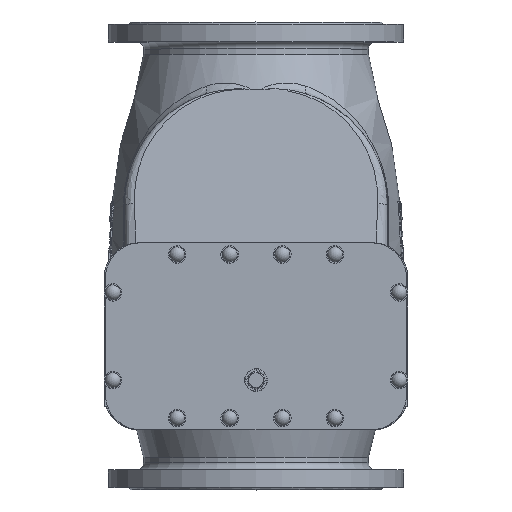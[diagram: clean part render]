
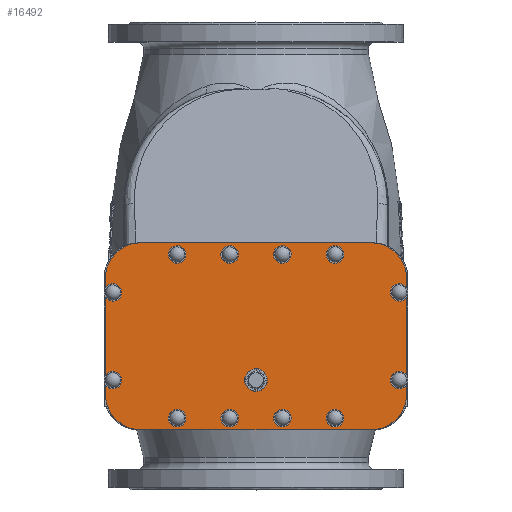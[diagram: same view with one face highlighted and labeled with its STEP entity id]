
A CAD part, top view. The second image highlights one B-rep face of the part: STEP entity #16492.
In plain terms, the highlighted planar face has unit normal (0, 0, 1).
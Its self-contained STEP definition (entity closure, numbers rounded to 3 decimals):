
#2704=LINE('',#35318,#3416);
#2705=LINE('',#35322,#3417);
#2706=LINE('',#35326,#3418);
#2707=LINE('',#35329,#3419);
#3416=VECTOR('',#21448,10.);
#3417=VECTOR('',#21451,10.);
#3418=VECTOR('',#21454,10.);
#3419=VECTOR('',#21457,10.);
#3875=PLANE('',#18021);
#4923=FACE_OUTER_BOUND('',#6039,.T.);
#6039=EDGE_LOOP('',(#14651,#14652,#14653,#14654,#14655,#14656,#14657,#14658));
#7124=CIRCLE('',#18022,60.);
#7125=CIRCLE('',#18023,60.);
#7126=CIRCLE('',#18024,60.);
#7127=CIRCLE('',#18025,60.);
#8528=VERTEX_POINT('',#35314);
#8529=VERTEX_POINT('',#35315);
#8530=VERTEX_POINT('',#35317);
#8531=VERTEX_POINT('',#35319);
#8532=VERTEX_POINT('',#35321);
#8533=VERTEX_POINT('',#35323);
#8534=VERTEX_POINT('',#35325);
#8535=VERTEX_POINT('',#35327);
#10638=EDGE_CURVE('',#8528,#8529,#7124,.T.);
#10639=EDGE_CURVE('',#8530,#8528,#2704,.T.);
#10640=EDGE_CURVE('',#8531,#8530,#7125,.T.);
#10641=EDGE_CURVE('',#8532,#8531,#2705,.T.);
#10642=EDGE_CURVE('',#8533,#8532,#7126,.T.);
#10643=EDGE_CURVE('',#8534,#8533,#2706,.T.);
#10644=EDGE_CURVE('',#8535,#8534,#7127,.T.);
#10645=EDGE_CURVE('',#8529,#8535,#2707,.T.);
#14651=ORIENTED_EDGE('',*,*,#10638,.F.);
#14652=ORIENTED_EDGE('',*,*,#10639,.F.);
#14653=ORIENTED_EDGE('',*,*,#10640,.F.);
#14654=ORIENTED_EDGE('',*,*,#10641,.F.);
#14655=ORIENTED_EDGE('',*,*,#10642,.F.);
#14656=ORIENTED_EDGE('',*,*,#10643,.F.);
#14657=ORIENTED_EDGE('',*,*,#10644,.F.);
#14658=ORIENTED_EDGE('',*,*,#10645,.F.);
#16492=ADVANCED_FACE('',(#4923),#3875,.T.);
#18021=AXIS2_PLACEMENT_3D('',#35313,#21444,#21445);
#18022=AXIS2_PLACEMENT_3D('',#35316,#21446,#21447);
#18023=AXIS2_PLACEMENT_3D('',#35320,#21449,#21450);
#18024=AXIS2_PLACEMENT_3D('',#35324,#21452,#21453);
#18025=AXIS2_PLACEMENT_3D('',#35328,#21455,#21456);
#21444=DIRECTION('center_axis',(0.,0.,
1.));
#21445=DIRECTION('ref_axis',(1.,0.,0.));
#21446=DIRECTION('center_axis',(0.,0.,
-1.));
#21447=DIRECTION('ref_axis',(0.,1.,0.));
#21448=DIRECTION('',(0.,1.,0.));
#21449=DIRECTION('center_axis',(0.,0.,
-1.));
#21450=DIRECTION('ref_axis',(-1.,0.,0.));
#21451=DIRECTION('',(-1.,0.,0.));
#21452=DIRECTION('center_axis',(0.,0.,
-1.));
#21453=DIRECTION('ref_axis',(0.,-1.,0.));
#21454=DIRECTION('',(0.,-1.,0.));
#21455=DIRECTION('center_axis',(0.,0.,
-1.));
#21456=DIRECTION('ref_axis',(1.,0.,0.));
#21457=DIRECTION('',(1.,0.,0.));
#35313=CARTESIAN_POINT('Origin',(0.,-138.,358.));
#35314=CARTESIAN_POINT('',(-257.5,-38.,358.));
#35315=CARTESIAN_POINT('',(-197.5,22.,358.));
#35316=CARTESIAN_POINT('Origin',(-197.5,-38.,358.));
#35317=CARTESIAN_POINT('',(-257.5,-238.,358.));
#35318=CARTESIAN_POINT('',(-257.5,-38.,358.));
#35319=CARTESIAN_POINT('',(-197.5,-298.,358.));
#35320=CARTESIAN_POINT('Origin',(-197.5,-238.,358.));
#35321=CARTESIAN_POINT('',(197.5,-298.,358.));
#35322=CARTESIAN_POINT('',(-197.5,-298.,358.));
#35323=CARTESIAN_POINT('',(257.5,-238.,358.));
#35324=CARTESIAN_POINT('Origin',(197.5,-238.,358.));
#35325=CARTESIAN_POINT('',(257.5,-38.,358.));
#35326=CARTESIAN_POINT('',(257.5,-238.,358.));
#35327=CARTESIAN_POINT('',(197.5,22.,358.));
#35328=CARTESIAN_POINT('Origin',(197.5,-38.,358.));
#35329=CARTESIAN_POINT('',(197.5,22.,358.));
